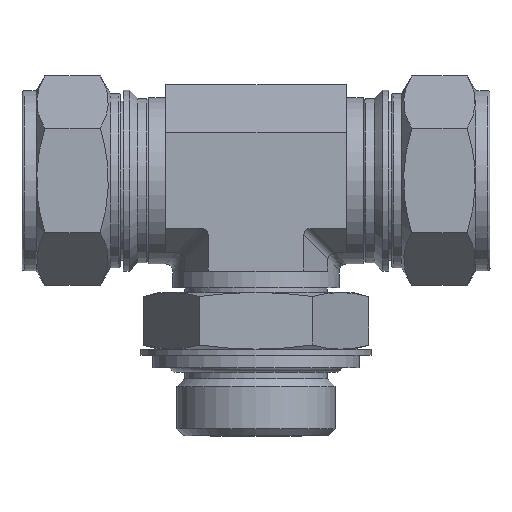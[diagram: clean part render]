
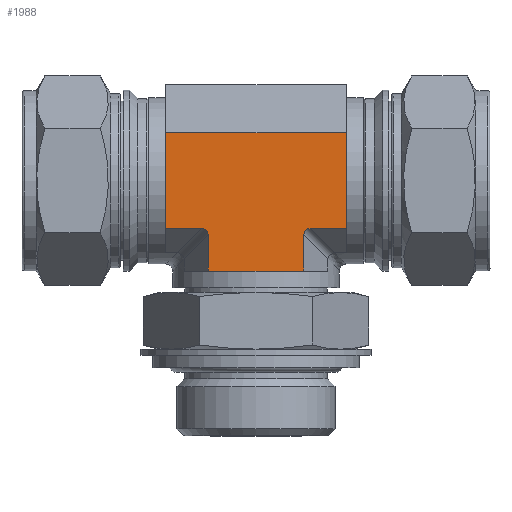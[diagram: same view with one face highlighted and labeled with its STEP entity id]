
A CAD part, top view. The second image highlights one B-rep face of the part: STEP entity #1988.
In plain terms, the highlighted planar face has unit normal (0, 0, 1).
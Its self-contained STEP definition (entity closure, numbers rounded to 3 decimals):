
#20=ELLIPSE('',#2179,1.936,1.5);
#30=ELLIPSE('',#2204,1.936,1.5);
#302=FACE_OUTER_BOUND('',#448,.T.);
#448=EDGE_LOOP('',(#1590,#1591,#1592,#1593,#1594,#1595,#1596,#1597,#1598,
#1599,#1600,#1601,#1602));
#569=LINE('',#3323,#690);
#576=LINE('',#3377,#697);
#582=LINE('',#3463,#703);
#583=LINE('',#3465,#704);
#585=LINE('',#3470,#706);
#586=LINE('',#3472,#707);
#587=LINE('',#3474,#708);
#588=LINE('',#3476,#709);
#589=LINE('',#3478,#710);
#590=LINE('',#3480,#711);
#591=LINE('',#3481,#712);
#690=VECTOR('',#2635,10.);
#697=VECTOR('',#2660,10.);
#703=VECTOR('',#2686,10.);
#704=VECTOR('',#2689,10.);
#706=VECTOR('',#2695,10.);
#707=VECTOR('',#2696,10.);
#708=VECTOR('',#2697,10.);
#709=VECTOR('',#2698,10.);
#710=VECTOR('',#2699,10.);
#711=VECTOR('',#2700,10.);
#712=VECTOR('',#2701,10.);
#878=VERTEX_POINT('',#3243);
#879=VERTEX_POINT('',#3244);
#895=VERTEX_POINT('',#3314);
#898=VERTEX_POINT('',#3322);
#904=VERTEX_POINT('',#3369);
#905=VERTEX_POINT('',#3371);
#906=VERTEX_POINT('',#3375);
#915=VERTEX_POINT('',#3469);
#916=VERTEX_POINT('',#3471);
#917=VERTEX_POINT('',#3473);
#918=VERTEX_POINT('',#3475);
#919=VERTEX_POINT('',#3477);
#920=VERTEX_POINT('',#3479);
#1100=EDGE_CURVE('',#878,#879,#20,.T.);
#1125=EDGE_CURVE('',#898,#879,#569,.T.);
#1135=EDGE_CURVE('',#904,#905,#30,.T.);
#1138=EDGE_CURVE('',#906,#904,#576,.T.);
#1151=EDGE_CURVE('',#906,#895,#582,.T.);
#1152=EDGE_CURVE('',#895,#898,#583,.T.);
#1154=EDGE_CURVE('',#878,#915,#585,.T.);
#1155=EDGE_CURVE('',#916,#915,#586,.T.);
#1156=EDGE_CURVE('',#917,#916,#587,.T.);
#1157=EDGE_CURVE('',#918,#917,#588,.T.);
#1158=EDGE_CURVE('',#918,#919,#589,.T.);
#1159=EDGE_CURVE('',#919,#920,#590,.T.);
#1160=EDGE_CURVE('',#920,#905,#591,.T.);
#1590=ORIENTED_EDGE('',*,*,#1154,.T.);
#1591=ORIENTED_EDGE('',*,*,#1155,.F.);
#1592=ORIENTED_EDGE('',*,*,#1156,.F.);
#1593=ORIENTED_EDGE('',*,*,#1157,.F.);
#1594=ORIENTED_EDGE('',*,*,#1158,.T.);
#1595=ORIENTED_EDGE('',*,*,#1159,.T.);
#1596=ORIENTED_EDGE('',*,*,#1160,.T.);
#1597=ORIENTED_EDGE('',*,*,#1135,.F.);
#1598=ORIENTED_EDGE('',*,*,#1138,.F.);
#1599=ORIENTED_EDGE('',*,*,#1151,.T.);
#1600=ORIENTED_EDGE('',*,*,#1152,.T.);
#1601=ORIENTED_EDGE('',*,*,#1125,.T.);
#1602=ORIENTED_EDGE('',*,*,#1100,.F.);
#1880=PLANE('',#2218);
#1988=ADVANCED_FACE('',(#302),#1880,.T.);
#2179=AXIS2_PLACEMENT_3D('',#3245,#2588,#2589);
#2204=AXIS2_PLACEMENT_3D('',#3372,#2654,#2655);
#2218=AXIS2_PLACEMENT_3D('',#3468,#2693,#2694);
#2588=DIRECTION('center_axis',(0.,0.,
1.));
#2589=DIRECTION('ref_axis',(-0.707,0.707,0.));
#2635=DIRECTION('',(0.,1.,0.));
#2654=DIRECTION('center_axis',(0.,0.,
1.));
#2655=DIRECTION('ref_axis',(0.707,0.707,0.));
#2660=DIRECTION('',(0.,1.,0.));
#2686=DIRECTION('',(1.,0.,0.));
#2689=DIRECTION('',(1.,0.,0.));
#2693=DIRECTION('center_axis',(0.,0.,
1.));
#2694=DIRECTION('ref_axis',(0.,-1.,0.));
#2695=DIRECTION('',(1.,0.,0.));
#2696=DIRECTION('',(0.,-1.,0.));
#2697=DIRECTION('',(0.,-1.,0.));
#2698=DIRECTION('',(1.,0.,0.));
#2699=DIRECTION('',(0.,-1.,0.));
#2700=DIRECTION('',(0.,-1.,0.));
#2701=DIRECTION('',(1.,0.,0.));
#3243=CARTESIAN_POINT('',(11.374,-10.075,17.45));
#3244=CARTESIAN_POINT('',(10.075,-11.374,17.45));
#3245=CARTESIAN_POINT('Origin',(11.807,-11.807,17.45));
#3314=CARTESIAN_POINT('',(0.,-19.,17.45));
#3322=CARTESIAN_POINT('',(10.075,-19.,17.45));
#3323=CARTESIAN_POINT('',(10.075,-19.,17.45));
#3369=CARTESIAN_POINT('',(-10.075,-11.374,17.45));
#3371=CARTESIAN_POINT('',(-11.374,-10.075,17.45));
#3372=CARTESIAN_POINT('Origin',(-11.807,-11.807,17.45));
#3375=CARTESIAN_POINT('',(-10.075,-19.,17.45));
#3377=CARTESIAN_POINT('',(-10.075,-19.,17.45));
#3463=CARTESIAN_POINT('',(-10.075,-19.,17.45));
#3465=CARTESIAN_POINT('',(-10.075,-19.,17.45));
#3468=CARTESIAN_POINT('Origin',(-19.,10.075,17.45));
#3469=CARTESIAN_POINT('',(19.,-10.075,17.45));
#3470=CARTESIAN_POINT('',(-19.,-10.075,17.45));
#3471=CARTESIAN_POINT('',(19.,0.,17.45));
#3472=CARTESIAN_POINT('',(19.,5.712,17.45));
#3473=CARTESIAN_POINT('',(19.,10.075,17.45));
#3474=CARTESIAN_POINT('',(19.,5.712,17.45));
#3475=CARTESIAN_POINT('',(-19.,10.075,17.45));
#3476=CARTESIAN_POINT('',(-19.,10.075,17.45));
#3477=CARTESIAN_POINT('',(-19.,0.,17.45));
#3478=CARTESIAN_POINT('',(-19.,10.075,17.45));
#3479=CARTESIAN_POINT('',(-19.,-10.075,17.45));
#3480=CARTESIAN_POINT('',(-19.,10.075,17.45));
#3481=CARTESIAN_POINT('',(-19.,-10.075,17.45));
